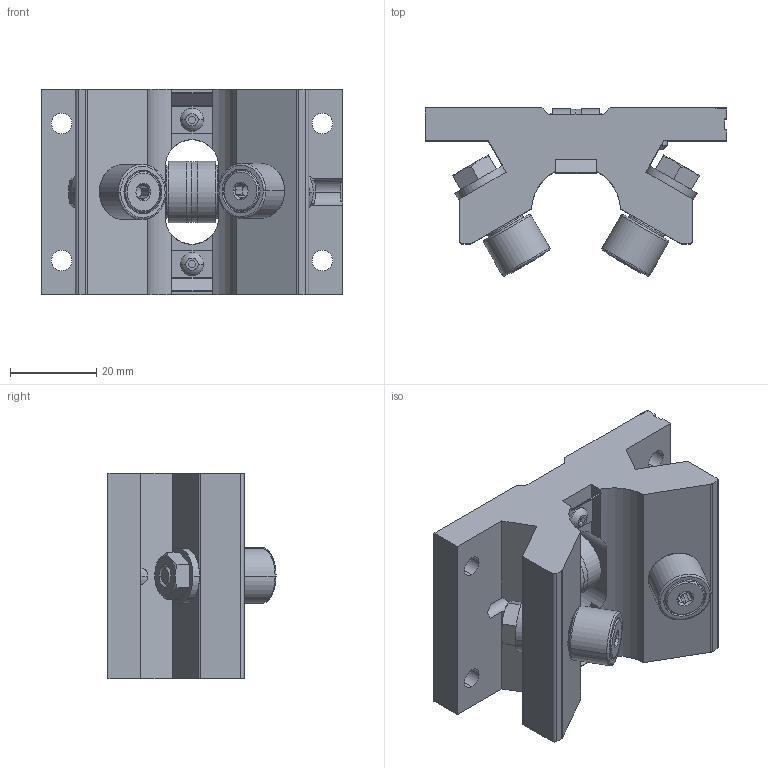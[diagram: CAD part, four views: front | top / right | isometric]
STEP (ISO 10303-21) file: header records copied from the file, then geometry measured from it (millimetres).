
FILE_DESCRIPTION (( 'STEP AP203' ), '1' );
FILE_NAME ('RollerBearing_BB0E645230.step', '2020-08-11T21:02:10', ( '' ), ( '' ), 'SwSTEP 2.0', 'SolidWorks 2019', '' );
FILE_SCHEMA (( 'CONFIG_CONTROL_DESIGN' ));
Length unit declared in the file: inch
Products named in the file (3): SrwInFeOdx_CADModel_0; RollerBearing_BB0E645230
Assembly tree (1 placements, depth 2):
  SrwInFeOdx_CADModel_0
  RollerBearing_BB0E645230
    SrwInFeOdx_CADModel_0
Bounding box: 69.85 x 38.9 x 47.62 mm (x, y, z)
Volume: 56010.3 mm3; surface area: 20998.4 mm2
Topology: 14 solids, 14 shells, 372 faces, 909 edges, 576 vertices
Faces by surface type: plane 169, cylinder 115, cone 68, sphere 8, bspline 8, torus 4
Entity records: 11805 total; most frequent: CARTESIAN_POINT 2642, DIRECTION 1921, ORIENTED_EDGE 1798, EDGE_CURVE 899, AXIS2_PLACEMENT_3D 727, VERTEX_POINT 576, VECTOR 467, LINE 467
